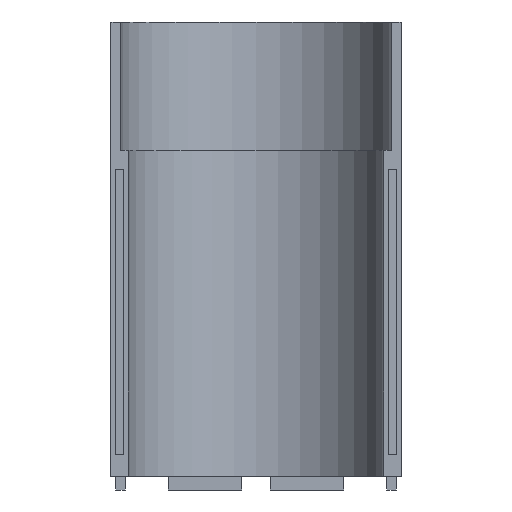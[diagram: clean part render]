
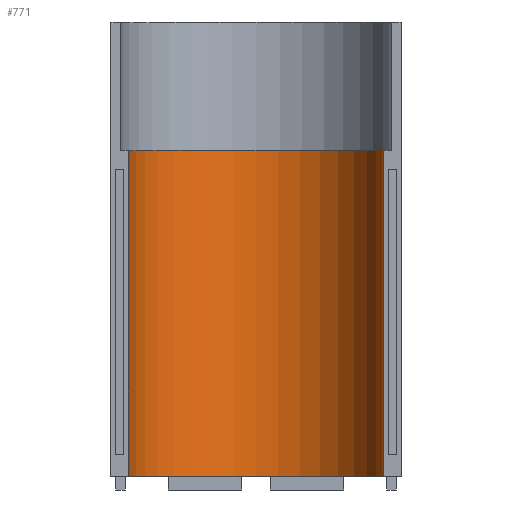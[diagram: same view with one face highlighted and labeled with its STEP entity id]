
A CAD part, front view. The second image highlights one B-rep face of the part: STEP entity #771.
In plain terms, the highlighted cylindrical face has radius 26.85 mm (diameter 53.7 mm), a partial arc.
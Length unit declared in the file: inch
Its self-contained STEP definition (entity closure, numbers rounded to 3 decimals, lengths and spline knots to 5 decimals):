
#19=CIRCLE('',#837,1.05709);
#20=CIRCLE('',#838,1.05709);
#28=CYLINDRICAL_SURFACE('',#836,1.05709);
#56=FACE_OUTER_BOUND('',#103,.T.);
#103=EDGE_LOOP('',(#570,#571,#572,#573));
#166=LINE('',#1140,#259);
#174=LINE('',#1157,#267);
#259=VECTOR('',#928,0.3937);
#267=VECTOR('',#938,0.3937);
#344=VERTEX_POINT('',#1137);
#345=VERTEX_POINT('',#1139);
#352=VERTEX_POINT('',#1154);
#353=VERTEX_POINT('',#1156);
#423=EDGE_CURVE('',#345,#344,#166,.T.);
#431=EDGE_CURVE('',#353,#352,#174,.T.);
#437=EDGE_CURVE('',#344,#353,#19,.T.);
#438=EDGE_CURVE('',#352,#345,#20,.T.);
#570=ORIENTED_EDGE('',*,*,#423,.T.);
#571=ORIENTED_EDGE('',*,*,#437,.T.);
#572=ORIENTED_EDGE('',*,*,#431,.T.);
#573=ORIENTED_EDGE('',*,*,#438,.T.);
#771=ADVANCED_FACE('',(#56),#28,.F.);
#836=AXIS2_PLACEMENT_3D('',#1169,#945,#946);
#837=AXIS2_PLACEMENT_3D('',#1170,#947,#948);
#838=AXIS2_PLACEMENT_3D('',#1171,#949,#950);
#928=DIRECTION('',(0.,0.,-1.));
#938=DIRECTION('',(0.,0.,1.));
#945=DIRECTION('center_axis',(0.,0.,1.));
#946=DIRECTION('ref_axis',(1.,0.,0.));
#947=DIRECTION('center_axis',(0.,0.,-1.));
#948=DIRECTION('ref_axis',(1.,0.,0.));
#949=DIRECTION('center_axis',(0.,0.,1.));
#950=DIRECTION('ref_axis',(1.,0.,0.));
#1137=CARTESIAN_POINT('',(-1.05709,0.3937,0.));
#1139=CARTESIAN_POINT('',(-1.05709,0.3937,2.69685));
#1140=CARTESIAN_POINT('',(-1.05709,0.3937,0.));
#1154=CARTESIAN_POINT('',(1.05709,0.3937,2.69685));
#1156=CARTESIAN_POINT('',(1.05709,0.3937,0.));
#1157=CARTESIAN_POINT('',(1.05709,0.3937,0.));
#1169=CARTESIAN_POINT('Origin',(0.,0.3937,0.));
#1170=CARTESIAN_POINT('Origin',(0.,0.3937,0.));
#1171=CARTESIAN_POINT('Origin',(0.,0.3937,2.69685));
